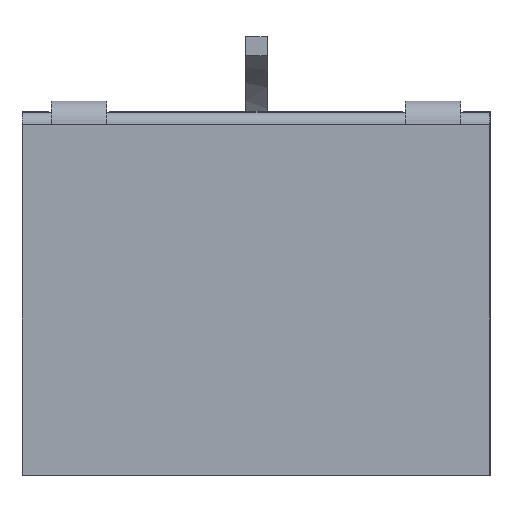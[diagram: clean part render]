
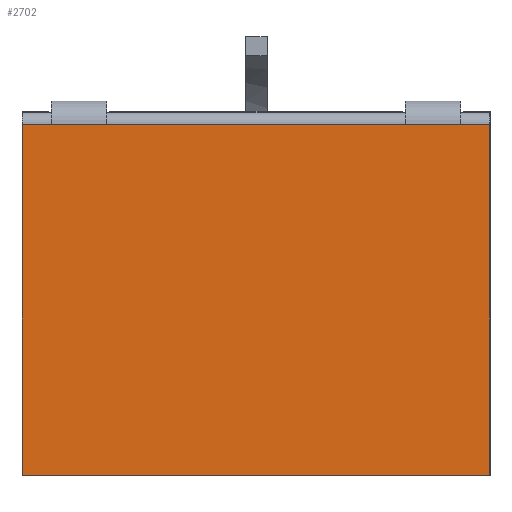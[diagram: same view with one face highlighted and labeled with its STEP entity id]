
A CAD part, left-side view. The second image highlights one B-rep face of the part: STEP entity #2702.
In plain terms, the highlighted planar face has unit normal (-1, 0, 0).
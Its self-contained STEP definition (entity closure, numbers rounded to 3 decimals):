
#202=FACE_OUTER_BOUND('',#340,.T.);
#340=EDGE_LOOP('',(#2230,#2231,#2232,#2233,#2234));
#673=LINE('',#4290,#953);
#680=LINE('',#4307,#960);
#684=LINE('',#4318,#964);
#686=LINE('',#4324,#966);
#689=LINE('',#4332,#969);
#953=VECTOR('',#3502,10.);
#960=VECTOR('',#3515,10.);
#964=VECTOR('',#3529,10.);
#966=VECTOR('',#3537,10.);
#969=VECTOR('',#3548,10.);
#1212=VERTEX_POINT('',#4287);
#1213=VERTEX_POINT('',#4289);
#1218=VERTEX_POINT('',#4303);
#1220=VERTEX_POINT('',#4306);
#1222=VERTEX_POINT('',#4316);
#1559=EDGE_CURVE('',#1213,#1212,#673,.T.);
#1567=EDGE_CURVE('',#1218,#1220,#680,.T.);
#1574=EDGE_CURVE('',#1222,#1218,#684,.T.);
#1578=EDGE_CURVE('',#1220,#1212,#686,.T.);
#1582=EDGE_CURVE('',#1222,#1213,#689,.T.);
#2230=ORIENTED_EDGE('',*,*,#1559,.T.);
#2231=ORIENTED_EDGE('',*,*,#1578,.F.);
#2232=ORIENTED_EDGE('',*,*,#1567,.F.);
#2233=ORIENTED_EDGE('',*,*,#1574,.F.);
#2234=ORIENTED_EDGE('',*,*,#1582,.T.);
#2593=PLANE('',#2955);
#2702=ADVANCED_FACE('',(#202),#2593,.T.);
#2955=AXIS2_PLACEMENT_3D('',#4331,#3546,#3547);
#3502=DIRECTION('',(0.,0.,1.));
#3515=DIRECTION('',(0.,-1.,0.));
#3529=DIRECTION('',(0.,0.,1.));
#3537=DIRECTION('',(0.,-1.,0.));
#3546=DIRECTION('center_axis',(-1.,0.,0.));
#3547=DIRECTION('ref_axis',(0.,0.,1.));
#3548=DIRECTION('',(0.,-1.,0.));
#4287=CARTESIAN_POINT('',(-4.,-70.,0.));
#4289=CARTESIAN_POINT('',(-4.,-70.,-60.));
#4290=CARTESIAN_POINT('',(-4.,-70.,0.));
#4303=CARTESIAN_POINT('',(-4.,10.,0.));
#4306=CARTESIAN_POINT('',(-4.,5.,0.));
#4307=CARTESIAN_POINT('',(-4.,0.,0.));
#4316=CARTESIAN_POINT('',(-4.,10.,-60.));
#4318=CARTESIAN_POINT('',(-4.,10.,-3.464));
#4324=CARTESIAN_POINT('',(-4.,0.,0.));
#4331=CARTESIAN_POINT('Origin',(-4.,0.,-60.));
#4332=CARTESIAN_POINT('',(-4.,0.,-60.));
